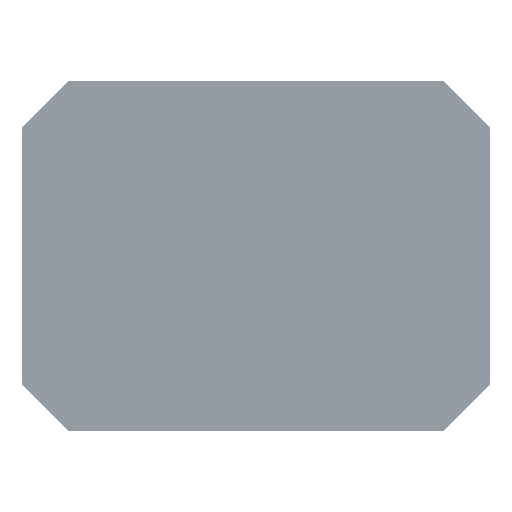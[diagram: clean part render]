
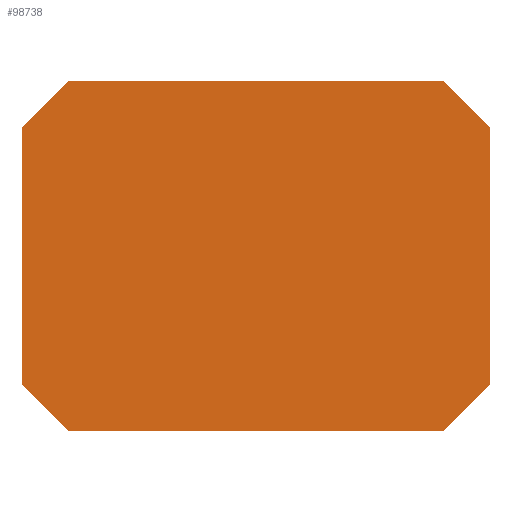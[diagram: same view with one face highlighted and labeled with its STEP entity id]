
A CAD part, front view. The second image highlights one B-rep face of the part: STEP entity #98738.
In plain terms, the highlighted planar face has unit normal (0, -1, 0).
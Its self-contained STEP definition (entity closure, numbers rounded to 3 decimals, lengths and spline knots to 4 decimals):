
#2675 = EDGE_CURVE ( 'NONE', #82111, #88399, #87765, .T. ) ;
#3177 = VERTEX_POINT ( 'NONE', #40858 ) ;
#3495 = ORIENTED_EDGE ( 'NONE', *, *, #30671, .T. ) ;
#3519 = DIRECTION ( 'NONE',  ( -0.707, 0., 0.707 ) ) ;
#4901 = DIRECTION ( 'NONE',  ( -0.707, 0., -0.707 ) ) ;
#5875 = VERTEX_POINT ( 'NONE', #87185 ) ;
#7271 = ORIENTED_EDGE ( 'NONE', *, *, #110491, .F. ) ;
#8633 = CARTESIAN_POINT ( 'NONE',  ( -2.4991, 0.214, -0.4471 ) ) ;
#10114 = VERTEX_POINT ( 'NONE', #102046 ) ;
#11118 = DIRECTION ( 'NONE',  ( 0., 1., 0. ) ) ;
#13594 = EDGE_CURVE ( 'NONE', #5875, #72436, #87647, .T. ) ;
#15423 = DIRECTION ( 'NONE',  ( 0., 0., -1. ) ) ;
#16817 = VECTOR ( 'NONE', #73204, 39.3701 ) ;
#20020 = CARTESIAN_POINT ( 'NONE',  ( -1.6991, 0.214, 0.3029 ) ) ;
#21693 = ORIENTED_EDGE ( 'NONE', *, *, #23761, .T. ) ;
#23761 = EDGE_CURVE ( 'NONE', #5875, #108993, #53043, .T. ) ;
#29138 = ORIENTED_EDGE ( 'NONE', *, *, #2675, .T. ) ;
#30671 = EDGE_CURVE ( 'NONE', #10114, #105020, #76954, .T. ) ;
#32095 = CARTESIAN_POINT ( 'NONE',  ( -2.6991, 0.214, 0.8529 ) ) ;
#33537 = CARTESIAN_POINT ( 'NONE',  ( -0.6991, 0.214, -0.4471 ) ) ;
#37380 = CARTESIAN_POINT ( 'NONE',  ( -2.6991, 0.214, 1.0529 ) ) ;
#40858 = CARTESIAN_POINT ( 'NONE',  ( -0.8991, 0.214, -0.4471 ) ) ;
#42805 = DIRECTION ( 'NONE',  ( 0., 0., 1. ) ) ;
#46264 = PLANE ( 'NONE',  #64749 ) ;
#47352 = VECTOR ( 'NONE', #110918, 39.3701 ) ;
#47468 = VECTOR ( 'NONE', #3519, 39.3701 ) ;
#48230 = CARTESIAN_POINT ( 'NONE',  ( -0.6991, 0.214, 0.8529 ) ) ;
#50451 = EDGE_CURVE ( 'NONE', #10114, #88399, #53237, .T. ) ;
#53043 = LINE ( 'NONE', #48230, #47468 ) ;
#53237 = LINE ( 'NONE', #70499, #108360 ) ;
#55654 = LINE ( 'NONE', #76989, #47352 ) ;
#57687 = EDGE_CURVE ( 'NONE', #82111, #108993, #65041, .T. ) ;
#57722 = CARTESIAN_POINT ( 'NONE',  ( -2.4991, 0.214, 1.0529 ) ) ;
#58771 = DIRECTION ( 'NONE',  ( 0.707, 0., -0.707 ) ) ;
#59051 = VECTOR ( 'NONE', #58771, 39.3701 ) ;
#62641 = FACE_OUTER_BOUND ( 'NONE', #106186, .T. ) ;
#64749 = AXIS2_PLACEMENT_3D ( 'NONE', #20020, #11118, #81669 ) ;
#65041 = LINE ( 'NONE', #37380, #16817 ) ;
#66878 = CARTESIAN_POINT ( 'NONE',  ( -0.6991, 0.214, -0.2471 ) ) ;
#70499 = CARTESIAN_POINT ( 'NONE',  ( -2.6991, 0.214, -0.4471 ) ) ;
#72116 = CARTESIAN_POINT ( 'NONE',  ( -2.4991, 0.214, 1.0529 ) ) ;
#72436 = VERTEX_POINT ( 'NONE', #66878 ) ;
#73204 = DIRECTION ( 'NONE',  ( 1., 0., 0. ) ) ;
#73364 = VECTOR ( 'NONE', #100630, 39.3701 ) ;
#74882 = CARTESIAN_POINT ( 'NONE',  ( -0.8991, 0.214, 1.0529 ) ) ;
#76814 = VECTOR ( 'NONE', #4901, 39.3701 ) ;
#76954 = LINE ( 'NONE', #110774, #59051 ) ;
#76989 = CARTESIAN_POINT ( 'NONE',  ( -0.8991, 0.214, -0.4471 ) ) ;
#79692 = ORIENTED_EDGE ( 'NONE', *, *, #99777, .T. ) ;
#81669 = DIRECTION ( 'NONE',  ( 0., 0., 1. ) ) ;
#82111 = VERTEX_POINT ( 'NONE', #72116 ) ;
#87143 = ORIENTED_EDGE ( 'NONE', *, *, #13594, .F. ) ;
#87185 = CARTESIAN_POINT ( 'NONE',  ( -0.6991, 0.214, 0.8529 ) ) ;
#87647 = LINE ( 'NONE', #33537, #105582 ) ;
#87765 = LINE ( 'NONE', #57722, #76814 ) ;
#88399 = VERTEX_POINT ( 'NONE', #32095 ) ;
#91259 = LINE ( 'NONE', #91380, #73364 ) ;
#91380 = CARTESIAN_POINT ( 'NONE',  ( -2.6991, 0.214, -0.4471 ) ) ;
#98738 = ADVANCED_FACE ( 'NONE', ( #62641 ), #46264, .F. ) ;
#99777 = EDGE_CURVE ( 'NONE', #3177, #72436, #55654, .T. ) ;
#100630 = DIRECTION ( 'NONE',  ( -1., 0., 0. ) ) ;
#102046 = CARTESIAN_POINT ( 'NONE',  ( -2.6991, 0.214, -0.2471 ) ) ;
#105020 = VERTEX_POINT ( 'NONE', #8633 ) ;
#105582 = VECTOR ( 'NONE', #15423, 39.3701 ) ;
#106186 = EDGE_LOOP ( 'NONE', ( #87143, #21693, #108911, #29138, #106589, #3495, #7271, #79692 ) ) ;
#106589 = ORIENTED_EDGE ( 'NONE', *, *, #50451, .F. ) ;
#108360 = VECTOR ( 'NONE', #42805, 39.3701 ) ;
#108911 = ORIENTED_EDGE ( 'NONE', *, *, #57687, .F. ) ;
#108993 = VERTEX_POINT ( 'NONE', #74882 ) ;
#110491 = EDGE_CURVE ( 'NONE', #3177, #105020, #91259, .T. ) ;
#110774 = CARTESIAN_POINT ( 'NONE',  ( -2.6991, 0.214, -0.2471 ) ) ;
#110918 = DIRECTION ( 'NONE',  ( 0.707, 0., 0.707 ) ) ;
